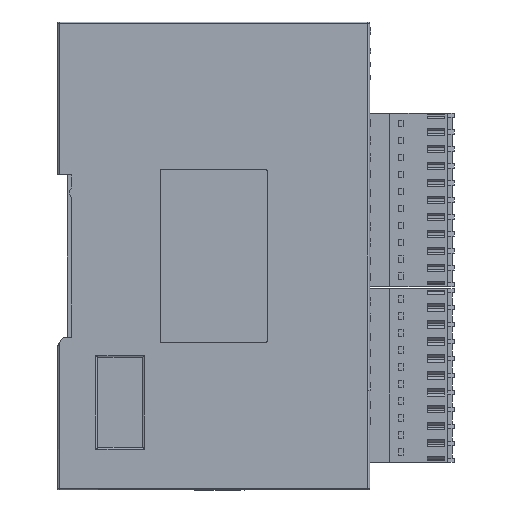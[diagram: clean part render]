
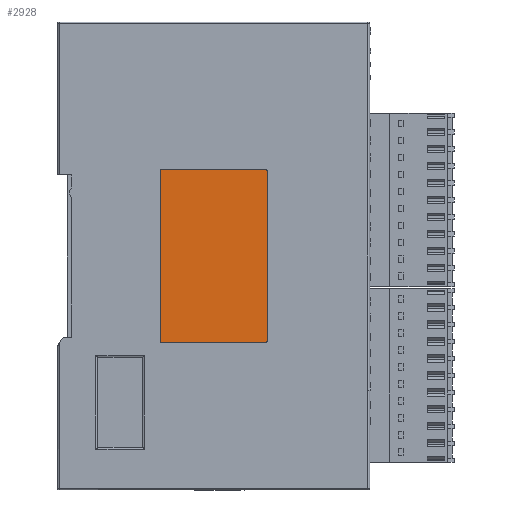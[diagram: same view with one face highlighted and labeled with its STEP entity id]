
A CAD part, left-side view. The second image highlights one B-rep face of the part: STEP entity #2928.
In plain terms, the highlighted planar face has unit normal (-1, 0, 0).
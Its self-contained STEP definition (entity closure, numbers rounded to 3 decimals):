
#249=(
BOUNDED_CURVE()
B_SPLINE_CURVE(2,(#62828,#62829,#62830),.UNSPECIFIED.,.F.,.F.)
B_SPLINE_CURVE_WITH_KNOTS((3,3),(0.,1.),.UNSPECIFIED.)
CURVE()
GEOMETRIC_REPRESENTATION_ITEM()
RATIONAL_B_SPLINE_CURVE((1.,0.707,1.))
REPRESENTATION_ITEM('')
);
#251=(
BOUNDED_CURVE()
B_SPLINE_CURVE(2,(#62842,#62843,#62844),.UNSPECIFIED.,.F.,.F.)
B_SPLINE_CURVE_WITH_KNOTS((3,3),(0.,1.),.UNSPECIFIED.)
CURVE()
GEOMETRIC_REPRESENTATION_ITEM()
RATIONAL_B_SPLINE_CURVE((1.,0.707,1.))
REPRESENTATION_ITEM('')
);
#253=(
BOUNDED_CURVE()
B_SPLINE_CURVE(2,(#62862,#62863,#62864),.UNSPECIFIED.,.F.,.F.)
B_SPLINE_CURVE_WITH_KNOTS((3,3),(0.,1.),.UNSPECIFIED.)
CURVE()
GEOMETRIC_REPRESENTATION_ITEM()
RATIONAL_B_SPLINE_CURVE((1.,0.707,1.))
REPRESENTATION_ITEM('')
);
#255=(
BOUNDED_CURVE()
B_SPLINE_CURVE(2,(#62874,#62875,#62876),.UNSPECIFIED.,.F.,.F.)
B_SPLINE_CURVE_WITH_KNOTS((3,3),(0.,1.),.UNSPECIFIED.)
CURVE()
GEOMETRIC_REPRESENTATION_ITEM()
RATIONAL_B_SPLINE_CURVE((1.,0.707,1.))
REPRESENTATION_ITEM('')
);
#2928=ADVANCED_FACE('',(#5129),#35437,.T.);
#5129=FACE_OUTER_BOUND('',#7523,.T.);
#7523=EDGE_LOOP('',(#18461,#18462,#18463,#18464,#18465,#18466,#18467,#18468));
#18461=ORIENTED_EDGE('',*,*,#23786,.F.);
#18462=ORIENTED_EDGE('',*,*,#23773,.F.);
#18463=ORIENTED_EDGE('',*,*,#23766,.F.);
#18464=ORIENTED_EDGE('',*,*,#23767,.F.);
#18465=ORIENTED_EDGE('',*,*,#23772,.F.);
#18466=ORIENTED_EDGE('',*,*,#23776,.F.);
#18467=ORIENTED_EDGE('',*,*,#23781,.F.);
#18468=ORIENTED_EDGE('',*,*,#23782,.F.);
#23766=EDGE_CURVE('',#33167,#33164,#249,.T.);
#23767=EDGE_CURVE('',#33168,#33167,#29190,.T.);
#23772=EDGE_CURVE('',#33171,#33168,#251,.T.);
#23773=EDGE_CURVE('',#33164,#33172,#29194,.T.);
#23776=EDGE_CURVE('',#33174,#33171,#29197,.T.);
#23781=EDGE_CURVE('',#33177,#33174,#253,.T.);
#23782=EDGE_CURVE('',#33178,#33177,#29201,.T.);
#23786=EDGE_CURVE('',#33172,#33178,#255,.T.);
#29190=B_SPLINE_CURVE_WITH_KNOTS('',1,(#62831,#62832),.UNSPECIFIED.,.F.,
 .F.,(2,2),(0.,23.),.UNSPECIFIED.);
#29194=B_SPLINE_CURVE_WITH_KNOTS('',1,(#62845,#62846),.UNSPECIFIED.,.F.,
 .F.,(2,2),(0.,38.),.UNSPECIFIED.);
#29197=B_SPLINE_CURVE_WITH_KNOTS('',1,(#62851,#62852),.UNSPECIFIED.,.F.,
 .F.,(2,2),(0.,38.),.UNSPECIFIED.);
#29201=B_SPLINE_CURVE_WITH_KNOTS('',1,(#62865,#62866),.UNSPECIFIED.,.F.,
 .F.,(2,2),(0.,23.),.UNSPECIFIED.);
#33164=VERTEX_POINT('',#55242);
#33167=VERTEX_POINT('',#55245);
#33168=VERTEX_POINT('',#55246);
#33171=VERTEX_POINT('',#55249);
#33172=VERTEX_POINT('',#55250);
#33174=VERTEX_POINT('',#55252);
#33177=VERTEX_POINT('',#55255);
#33178=VERTEX_POINT('',#55256);
#35437=PLANE('',#37700);
#37700=AXIS2_PLACEMENT_3D('',#53106,#39707,$);
#39707=DIRECTION('',(-1.,0.,0.));
#53106=CARTESIAN_POINT('',(-345.703,-71.468,212.686));
#55242=CARTESIAN_POINT('',(-345.703,-97.88,255.098));
#55245=CARTESIAN_POINT('',(-345.703,-97.38,255.598));
#55246=CARTESIAN_POINT('',(-345.703,-74.38,255.598));
#55249=CARTESIAN_POINT('',(-345.703,-73.88,255.098));
#55250=CARTESIAN_POINT('',(-345.703,-97.88,217.098));
#55252=CARTESIAN_POINT('',(-345.703,-73.88,217.098));
#55255=CARTESIAN_POINT('',(-345.703,-74.38,216.598));
#55256=CARTESIAN_POINT('',(-345.703,-97.38,216.598));
#62828=CARTESIAN_POINT('',(-345.703,-97.38,255.598));
#62829=CARTESIAN_POINT('',(-345.703,-97.88,255.598));
#62830=CARTESIAN_POINT('',(-345.703,-97.88,255.098));
#62831=CARTESIAN_POINT('',(-345.703,-74.38,255.598));
#62832=CARTESIAN_POINT('',(-345.703,-97.38,255.598));
#62842=CARTESIAN_POINT('',(-345.703,-73.88,255.098));
#62843=CARTESIAN_POINT('',(-345.703,-73.88,255.598));
#62844=CARTESIAN_POINT('',(-345.703,-74.38,255.598));
#62845=CARTESIAN_POINT('',(-345.703,-97.88,255.098));
#62846=CARTESIAN_POINT('',(-345.703,-97.88,217.098));
#62851=CARTESIAN_POINT('',(-345.703,-73.88,217.098));
#62852=CARTESIAN_POINT('',(-345.703,-73.88,255.098));
#62862=CARTESIAN_POINT('',(-345.703,-74.38,216.598));
#62863=CARTESIAN_POINT('',(-345.703,-73.88,216.598));
#62864=CARTESIAN_POINT('',(-345.703,-73.88,217.098));
#62865=CARTESIAN_POINT('',(-345.703,-97.38,216.598));
#62866=CARTESIAN_POINT('',(-345.703,-74.38,216.598));
#62874=CARTESIAN_POINT('',(-345.703,-97.88,217.098));
#62875=CARTESIAN_POINT('',(-345.703,-97.88,216.598));
#62876=CARTESIAN_POINT('',(-345.703,-97.38,216.598));
